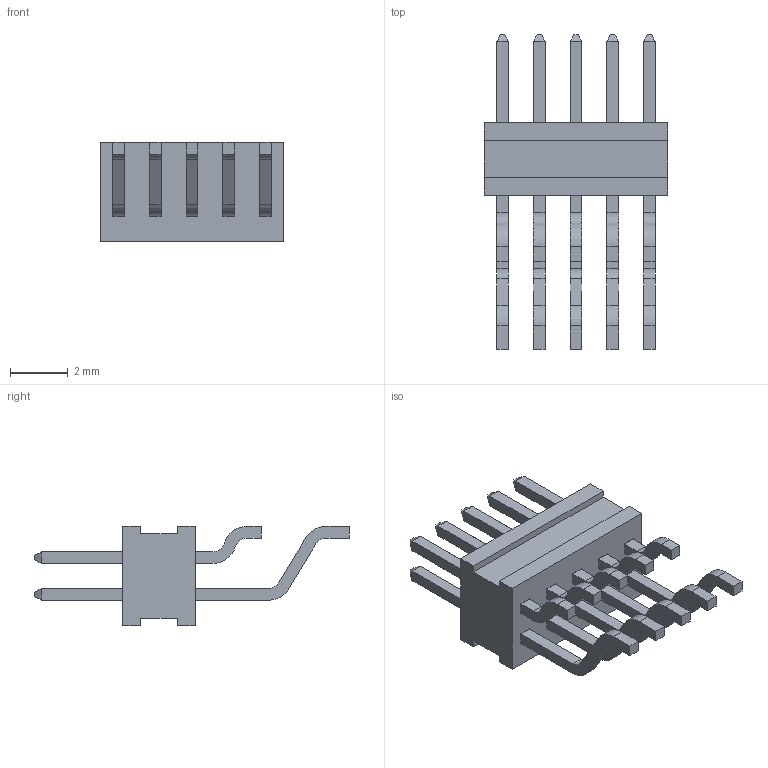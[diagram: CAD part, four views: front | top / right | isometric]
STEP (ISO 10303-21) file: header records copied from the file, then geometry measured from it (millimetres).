
FILE_DESCRIPTION( ( 'STEP AP214' ), '1' );
FILE_NAME( 'FTSH-105-01-L-DH.stp', '2021-01-18T01:16:37', ( 'License CC BY-ND 4.0' ), ( 'CADENAS' ), ' ', 'PARTsolutions', ' ' );
FILE_SCHEMA( ( 'AUTOMOTIVE_DESIGN { 1 0 10303 214 1 1 1 1 }' ) );
Length unit declared in the file: inch
Products named in the file (4): FTSH-105-01-L-DH; _FTSH-105-01-L-DH_body; _FTSH-105-01-L-DH_pins1; _FTSH-105-01-L-DH_pins2
Assembly tree (3 placements, depth 2):
  FTSH-105-01-L-DH
    _FTSH-105-01-L-DH_body
    _FTSH-105-01-L-DH_pins1
    _FTSH-105-01-L-DH_pins2
Bounding box: 6.35 x 10.9 x 3.43 mm (x, y, z)
Volume: 64 mm3; surface area: 300.9 mm2
Topology: 3 solids, 3 shells, 266 faces, 740 edges, 480 vertices
Faces by surface type: plane 226, cylinder 40
Entity records: 10602 total; most frequent: CARTESIAN_POINT 1490, ORIENTED_EDGE 1480, DIRECTION 1360, EDGE_CURVE 740, LINE 660, VECTOR 660, VERTEX_POINT 480, AXIS2_PLACEMENT_3D 350
